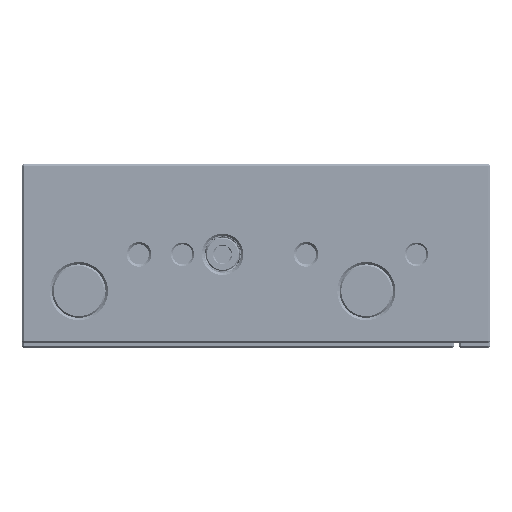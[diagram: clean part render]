
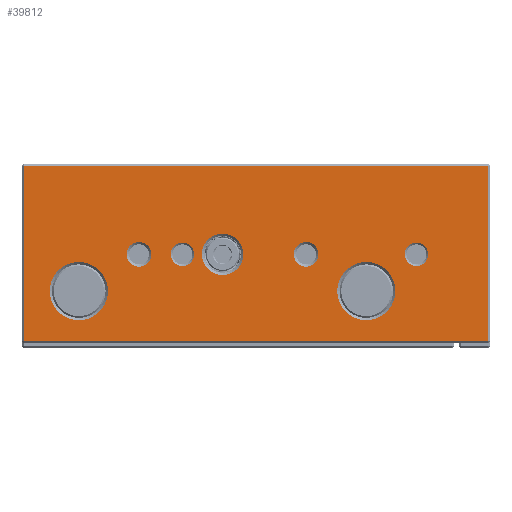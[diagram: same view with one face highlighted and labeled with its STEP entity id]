
A CAD part, left-side view. The second image highlights one B-rep face of the part: STEP entity #39812.
In plain terms, the highlighted planar face has unit normal (-1, 0, 0).
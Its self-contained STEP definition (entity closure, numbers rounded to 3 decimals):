
#837=FACE_BOUND('',#5086,.T.);
#838=FACE_BOUND('',#5087,.T.);
#839=FACE_BOUND('',#5088,.T.);
#840=FACE_BOUND('',#5089,.T.);
#841=FACE_BOUND('',#5090,.T.);
#842=FACE_BOUND('',#5091,.T.);
#843=FACE_BOUND('',#5092,.T.);
#1165=PLANE('',#42391);
#2740=FACE_OUTER_BOUND('',#5085,.T.);
#5085=EDGE_LOOP('',(#32107,#32108,#32109,#32110));
#5086=EDGE_LOOP('',(#32111));
#5087=EDGE_LOOP('',(#32112));
#5088=EDGE_LOOP('',(#32113));
#5089=EDGE_LOOP('',(#32114));
#5090=EDGE_LOOP('',(#32115));
#5091=EDGE_LOOP('',(#32116));
#5092=EDGE_LOOP('',(#32117));
#6307=CIRCLE('',#42392,8.7);
#6308=CIRCLE('',#42393,8.7);
#6309=CIRCLE('',#42394,3.5);
#6310=CIRCLE('',#42395,3.7);
#6311=CIRCLE('',#42396,3.7);
#6312=CIRCLE('',#42397,3.5);
#6313=CIRCLE('',#42398,6.2);
#11519=LINE('',#126370,#13552);
#11522=LINE('',#126374,#13555);
#11527=LINE('',#126382,#13560);
#11532=LINE('',#126389,#13565);
#13552=VECTOR('',#48094,10.);
#13555=VECTOR('',#48099,10.);
#13560=VECTOR('',#48110,10.);
#13565=VECTOR('',#48119,10.);
#16856=VERTEX_POINT('',#126325);
#16864=VERTEX_POINT('',#126342);
#16868=VERTEX_POINT('',#126356);
#16873=VERTEX_POINT('',#126366);
#16889=VERTEX_POINT('',#126435);
#16890=VERTEX_POINT('',#126437);
#16891=VERTEX_POINT('',#126439);
#16892=VERTEX_POINT('',#126441);
#16893=VERTEX_POINT('',#126443);
#16894=VERTEX_POINT('',#126445);
#16895=VERTEX_POINT('',#126447);
#22298=EDGE_CURVE('',#16868,#16873,#11519,.T.);
#22301=EDGE_CURVE('',#16873,#16864,#11522,.T.);
#22306=EDGE_CURVE('',#16856,#16868,#11527,.T.);
#22311=EDGE_CURVE('',#16864,#16856,#11532,.T.);
#22335=EDGE_CURVE('',#16889,#16889,#6307,.T.);
#22336=EDGE_CURVE('',#16890,#16890,#6308,.T.);
#22337=EDGE_CURVE('',#16891,#16891,#6309,.T.);
#22338=EDGE_CURVE('',#16892,#16892,#6310,.T.);
#22339=EDGE_CURVE('',#16893,#16893,#6311,.T.);
#22340=EDGE_CURVE('',#16894,#16894,#6312,.T.);
#22341=EDGE_CURVE('',#16895,#16895,#6313,.T.);
#32107=ORIENTED_EDGE('',*,*,#22298,.F.);
#32108=ORIENTED_EDGE('',*,*,#22306,.F.);
#32109=ORIENTED_EDGE('',*,*,#22311,.F.);
#32110=ORIENTED_EDGE('',*,*,#22301,.F.);
#32111=ORIENTED_EDGE('',*,*,#22335,.F.);
#32112=ORIENTED_EDGE('',*,*,#22336,.F.);
#32113=ORIENTED_EDGE('',*,*,#22337,.F.);
#32114=ORIENTED_EDGE('',*,*,#22338,.F.);
#32115=ORIENTED_EDGE('',*,*,#22339,.F.);
#32116=ORIENTED_EDGE('',*,*,#22340,.F.);
#32117=ORIENTED_EDGE('',*,*,#22341,.F.);
#39812=ADVANCED_FACE('',(#2740,#837,#838,#839,#840,#841,#842,#843),#1165,
 .T.);
#42391=AXIS2_PLACEMENT_3D('',#126434,#48170,#48171);
#42392=AXIS2_PLACEMENT_3D('',#126436,#48172,#48173);
#42393=AXIS2_PLACEMENT_3D('',#126438,#48174,#48175);
#42394=AXIS2_PLACEMENT_3D('',#126440,#48176,#48177);
#42395=AXIS2_PLACEMENT_3D('',#126442,#48178,#48179);
#42396=AXIS2_PLACEMENT_3D('',#126444,#48180,#48181);
#42397=AXIS2_PLACEMENT_3D('',#126446,#48182,#48183);
#42398=AXIS2_PLACEMENT_3D('',#126448,#48184,#48185);
#48094=DIRECTION('',(0.,1.,0.));
#48099=DIRECTION('',(0.,0.,1.));
#48110=DIRECTION('',(0.,0.,-1.));
#48119=DIRECTION('',(0.,-1.,0.));
#48170=DIRECTION('center_axis',(-1.,0.,0.));
#48171=DIRECTION('ref_axis',(0.,-1.,0.));
#48172=DIRECTION('center_axis',(-1.,0.,0.));
#48173=DIRECTION('ref_axis',(0.,0.,1.));
#48174=DIRECTION('center_axis',(-1.,0.,0.));
#48175=DIRECTION('ref_axis',(0.,0.,1.));
#48176=DIRECTION('center_axis',(-1.,0.,0.));
#48177=DIRECTION('ref_axis',(0.,0.,1.));
#48178=DIRECTION('center_axis',(-1.,0.,0.));
#48179=DIRECTION('ref_axis',(0.,0.,1.));
#48180=DIRECTION('center_axis',(-1.,0.,0.));
#48181=DIRECTION('ref_axis',(0.,0.,1.));
#48182=DIRECTION('center_axis',(-1.,0.,0.));
#48183=DIRECTION('ref_axis',(0.,0.,1.));
#48184=DIRECTION('center_axis',(-1.,0.,0.));
#48185=DIRECTION('ref_axis',(0.,0.,1.));
#126325=CARTESIAN_POINT('',(0.,0.5,53.));
#126342=CARTESIAN_POINT('',(0.,139.5,53.));
#126356=CARTESIAN_POINT('',(0.,0.5,0.5));
#126366=CARTESIAN_POINT('',(0.,139.5,0.5));
#126370=CARTESIAN_POINT('',(0.,105.,0.5));
#126374=CARTESIAN_POINT('',(0.,139.5,0.));
#126382=CARTESIAN_POINT('',(0.,0.5,0.));
#126389=CARTESIAN_POINT('',(0.,105.,53.));
#126434=CARTESIAN_POINT('Origin',(0.,140.,0.));
#126435=CARTESIAN_POINT('',(0.,37.,6.8));
#126436=CARTESIAN_POINT('Origin',(0.,37.,15.5));
#126437=CARTESIAN_POINT('',(0.,123.,6.8));
#126438=CARTESIAN_POINT('Origin',(0.,123.,15.5));
#126439=CARTESIAN_POINT('',(0.,92.,23.));
#126440=CARTESIAN_POINT('Origin',(0.,92.,26.5));
#126441=CARTESIAN_POINT('',(0.,105.,22.8));
#126442=CARTESIAN_POINT('Origin',(0.,105.,26.5));
#126443=CARTESIAN_POINT('',(0.,55.,22.8));
#126444=CARTESIAN_POINT('Origin',(0.,55.,26.5));
#126445=CARTESIAN_POINT('',(0.,22.,23.));
#126446=CARTESIAN_POINT('Origin',(0.,22.,26.5));
#126447=CARTESIAN_POINT('',(0.,80.,20.3));
#126448=CARTESIAN_POINT('Origin',(0.,80.,26.5));
